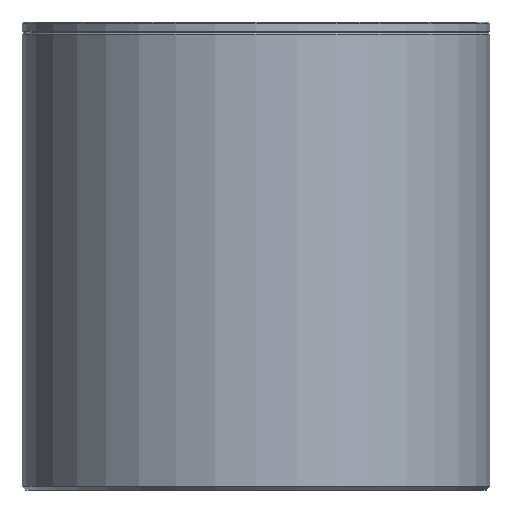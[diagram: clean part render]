
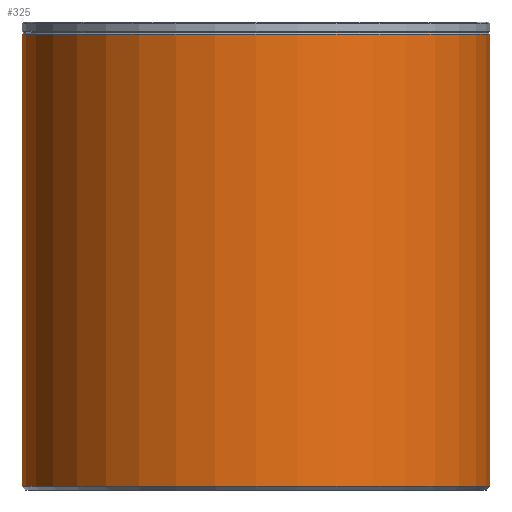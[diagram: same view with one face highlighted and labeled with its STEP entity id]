
A CAD part, front view. The second image highlights one B-rep face of the part: STEP entity #325.
In plain terms, the highlighted cylindrical face has radius 32.5 mm (diameter 65 mm), a partial arc.
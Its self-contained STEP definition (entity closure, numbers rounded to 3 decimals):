
#22 = VERTEX_POINT ( 'NONE', #192 ) ;
#31 = VERTEX_POINT ( 'NONE', #268 ) ;
#192 = CARTESIAN_POINT ( 'NONE',  ( 32.5, 0., 0.5 ) ) ;
#268 = CARTESIAN_POINT ( 'NONE',  ( -32.5, 0., 0.5 ) ) ;
#313 = AXIS2_PLACEMENT_3D ( 'NONE', #584, #3413, #2002 ) ;
#325 = ADVANCED_FACE ( 'NONE', ( #2555 ), #3369, .T. ) ;
#553 = EDGE_CURVE ( 'NONE', #31, #22, #3594, .T. ) ;
#584 = CARTESIAN_POINT ( 'NONE',  ( 0., 0., 0. ) ) ;
#927 = VERTEX_POINT ( 'NONE', #2868 ) ;
#1076 = CARTESIAN_POINT ( 'NONE',  ( -32.5, 0., 63.341 ) ) ;
#1129 = EDGE_CURVE ( 'NONE', #927, #22, #1722, .T. ) ;
#1343 = CARTESIAN_POINT ( 'NONE',  ( 32.5, 0., 0. ) ) ;
#1533 = DIRECTION ( 'NONE',  ( 0., 0., -1. ) ) ;
#1633 = AXIS2_PLACEMENT_3D ( 'NONE', #3103, #4534, #4158 ) ;
#1722 = LINE ( 'NONE', #1343, #3575 ) ;
#1812 = LINE ( 'NONE', #3836, #4006 ) ;
#2002 = DIRECTION ( 'NONE',  ( -1., 0., 0. ) ) ;
#2020 = EDGE_LOOP ( 'NONE', ( #4342, #2775, #3999, #3561 ) ) ;
#2095 = DIRECTION ( 'NONE',  ( 0., 0., -1. ) ) ;
#2454 = AXIS2_PLACEMENT_3D ( 'NONE', #4380, #1533, #3971 ) ;
#2555 = FACE_OUTER_BOUND ( 'NONE', #2020, .T. ) ;
#2775 = ORIENTED_EDGE ( 'NONE', *, *, #3376, .T. ) ;
#2851 = EDGE_CURVE ( 'NONE', #4479, #31, #1812, .T. ) ;
#2868 = CARTESIAN_POINT ( 'NONE',  ( 32.5, 0., 63.341 ) ) ;
#3103 = CARTESIAN_POINT ( 'NONE',  ( 0., 0., 0.5 ) ) ;
#3369 = CYLINDRICAL_SURFACE ( 'NONE', #313, 32.5 ) ;
#3376 = EDGE_CURVE ( 'NONE', #927, #4479, #3731, .T. ) ;
#3413 = DIRECTION ( 'NONE',  ( 0., 0., -1. ) ) ;
#3481 = DIRECTION ( 'NONE',  ( 0., 0., -1. ) ) ;
#3561 = ORIENTED_EDGE ( 'NONE', *, *, #553, .T. ) ;
#3575 = VECTOR ( 'NONE', #3481, 1000. ) ;
#3594 = CIRCLE ( 'NONE', #1633, 32.5 ) ;
#3731 = CIRCLE ( 'NONE', #2454, 32.5 ) ;
#3836 = CARTESIAN_POINT ( 'NONE',  ( -32.5, 0., 0. ) ) ;
#3971 = DIRECTION ( 'NONE',  ( -1., 0., 0. ) ) ;
#3999 = ORIENTED_EDGE ( 'NONE', *, *, #2851, .T. ) ;
#4006 = VECTOR ( 'NONE', #2095, 1000. ) ;
#4158 = DIRECTION ( 'NONE',  ( 1., 0., 0. ) ) ;
#4342 = ORIENTED_EDGE ( 'NONE', *, *, #1129, .F. ) ;
#4380 = CARTESIAN_POINT ( 'NONE',  ( 0., 0., 63.341 ) ) ;
#4479 = VERTEX_POINT ( 'NONE', #1076 ) ;
#4534 = DIRECTION ( 'NONE',  ( 0., 0., 1. ) ) ;
